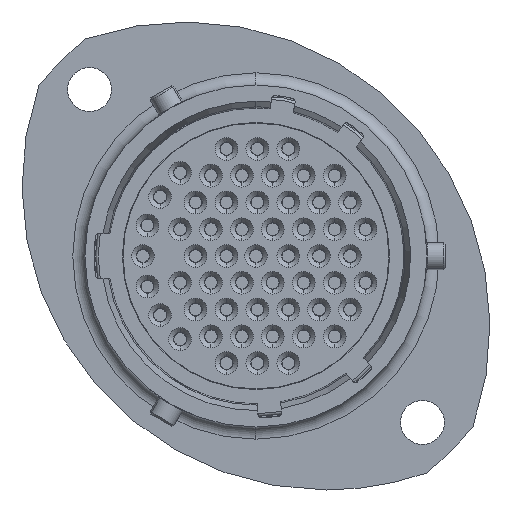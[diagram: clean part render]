
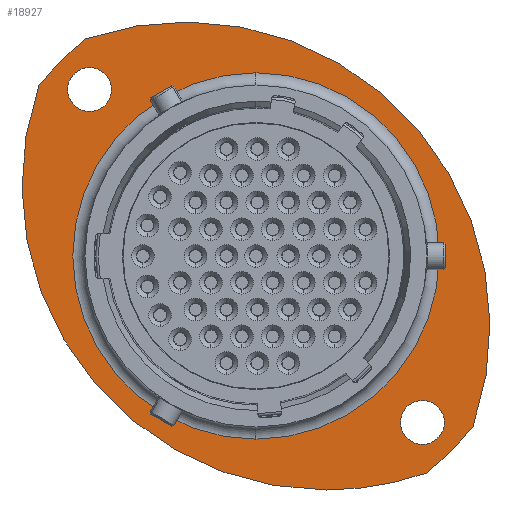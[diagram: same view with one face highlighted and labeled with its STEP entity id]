
A CAD part, left-side view. The second image highlights one B-rep face of the part: STEP entity #18927.
In plain terms, the highlighted planar face has unit normal (-1, 0, 0).
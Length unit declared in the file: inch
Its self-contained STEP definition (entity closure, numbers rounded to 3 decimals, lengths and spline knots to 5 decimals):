
#18927 = ADVANCED_FACE ( 'NONE', ( #37094, #37096, #37099, #37101 ), #37092, .F. ) ;
#19235 = EDGE_CURVE ( 'NONE', #22462, #22465, #41253, .T. ) ;
#19239 = EDGE_CURVE ( 'NONE', #22466, #22467, #41257, .T. ) ;
#19244 = EDGE_CURVE ( 'NONE', #22446, #22449, #41268, .T. ) ;
#19255 = EDGE_CURVE ( 'NONE', #22454, #22457, #41281, .T. ) ;
#21012 = ORIENTED_EDGE ( 'NONE', *, *, #19235, .F. ) ;
#21013 = ORIENTED_EDGE ( 'NONE', *, *, #23294, .F. ) ;
#21014 = ORIENTED_EDGE ( 'NONE', *, *, #23293, .T. ) ;
#21015 = ORIENTED_EDGE ( 'NONE', *, *, #19255, .T. ) ;
#21016 = ORIENTED_EDGE ( 'NONE', *, *, #19244, .F. ) ;
#21017 = ORIENTED_EDGE ( 'NONE', *, *, #23292, .F. ) ;
#21018 = ORIENTED_EDGE ( 'NONE', *, *, #23291, .T. ) ;
#21019 = ORIENTED_EDGE ( 'NONE', *, *, #19239, .T. ) ;
#21020 = ORIENTED_EDGE ( 'NONE', *, *, #23290, .T. ) ;
#21021 = ORIENTED_EDGE ( 'NONE', *, *, #23289, .T. ) ;
#21022 = ORIENTED_EDGE ( 'NONE', *, *, #23288, .T. ) ;
#21942 = EDGE_LOOP ( 'NONE', ( #21014, #21015 ) ) ;
#21946 = EDGE_LOOP ( 'NONE', ( #21018, #21019, #21020, #21021, #21022 ) ) ;
#21964 = EDGE_LOOP ( 'NONE', ( #21012, #21013 ) ) ;
#22002 = EDGE_LOOP ( 'NONE', ( #21016, #21017 ) ) ;
#22333 = VERTEX_POINT ( 'NONE', #44586 ) ;
#22339 = VERTEX_POINT ( 'NONE', #44592 ) ;
#22342 = VERTEX_POINT ( 'NONE', #44595 ) ;
#22446 = VERTEX_POINT ( 'NONE', #44698 ) ;
#22449 = VERTEX_POINT ( 'NONE', #44701 ) ;
#22454 = VERTEX_POINT ( 'NONE', #44706 ) ;
#22457 = VERTEX_POINT ( 'NONE', #44709 ) ;
#22462 = VERTEX_POINT ( 'NONE', #44714 ) ;
#22465 = VERTEX_POINT ( 'NONE', #44717 ) ;
#22466 = VERTEX_POINT ( 'NONE', #44718 ) ;
#22467 = VERTEX_POINT ( 'NONE', #44719 ) ;
#23288 = EDGE_CURVE ( 'NONE', #22342, #22333, #45527, .T. ) ;
#23289 = EDGE_CURVE ( 'NONE', #22339, #22342, #45531, .T. ) ;
#23290 = EDGE_CURVE ( 'NONE', #22467, #22339, #45533, .T. ) ;
#23291 = EDGE_CURVE ( 'NONE', #22333, #22466, #45535, .T. ) ;
#23292 = EDGE_CURVE ( 'NONE', #22449, #22446, #45537, .T. ) ;
#23293 = EDGE_CURVE ( 'NONE', #22457, #22454, #45539, .T. ) ;
#23294 = EDGE_CURVE ( 'NONE', #22465, #22462, #45541, .T. ) ;
#35593 = AXIS2_PLACEMENT_3D ( 'NONE', #37118, #37119, #37121 ) ;
#37092 = PLANE ( 'NONE',  #35593 ) ;
#37094 = FACE_BOUND ( 'NONE', #21964, .T. ) ;
#37096 = FACE_BOUND ( 'NONE', #21942, .T. ) ;
#37099 = FACE_BOUND ( 'NONE', #22002, .T. ) ;
#37101 = FACE_OUTER_BOUND ( 'NONE', #21946, .T. ) ;
#37118 = CARTESIAN_POINT ( 'NONE',  ( 0.22853, 0.67203, -0.16652 ) ) ;
#37119 = DIRECTION ( 'NONE',  ( 1., 0., 0. ) ) ;
#37121 = DIRECTION ( 'NONE',  ( 0., 0., -1. ) ) ;
#41253 = CIRCLE ( 'NONE', #41258, 0.06398 ) ;
#41257 = CIRCLE ( 'NONE', #41264, 0.88583 ) ;
#41258 = AXIS2_PLACEMENT_3D ( 'NONE', #42618, #42619, #42620 ) ;
#41264 = AXIS2_PLACEMENT_3D ( 'NONE', #42628, #42629, #42630 ) ;
#41268 = CIRCLE ( 'NONE', #41272, 0.06398 ) ;
#41272 = AXIS2_PLACEMENT_3D ( 'NONE', #42645, #42646, #42647 ) ;
#41281 = CIRCLE ( 'NONE', #41286, 0.53327 ) ;
#41286 = AXIS2_PLACEMENT_3D ( 'NONE', #42679, #42680, #42681 ) ;
#42618 = CARTESIAN_POINT ( 'NONE',  ( 0.22853, -0.3102, -0.65092 ) ) ;
#42619 = DIRECTION ( 'NONE',  ( -1., 0., 0. ) ) ;
#42620 = DIRECTION ( 'NONE',  ( 0., 0., -1. ) ) ;
#42628 = CARTESIAN_POINT ( 'NONE',  ( 0.22853, -0.03042, 0.03809 ) ) ;
#42629 = DIRECTION ( 'NONE',  ( -1., 0., 0. ) ) ;
#42630 = DIRECTION ( 'NONE',  ( 0., 0., -1. ) ) ;
#42645 = CARTESIAN_POINT ( 'NONE',  ( 0.22853, 0.65859, 0.31787 ) ) ;
#42646 = DIRECTION ( 'NONE',  ( -1., 0., 0. ) ) ;
#42647 = DIRECTION ( 'NONE',  ( 0., 0., -1. ) ) ;
#42679 = CARTESIAN_POINT ( 'NONE',  ( 0.22853, 0.1742, -0.16652 ) ) ;
#42680 = DIRECTION ( 'NONE',  ( 1., 0., 0. ) ) ;
#42681 = DIRECTION ( 'NONE',  ( 0., 0., -1. ) ) ;
#44586 = CARTESIAN_POINT ( 'NONE',  ( 0.22853, 0.80629, 0.32896 ) ) ;
#44592 = CARTESIAN_POINT ( 'NONE',  ( 0.22853, -0.4579, -0.66201 ) ) ;
#44595 = CARTESIAN_POINT ( 'NONE',  ( 0.22853, 0.66968, 0.46557 ) ) ;
#44698 = CARTESIAN_POINT ( 'NONE',  ( 0.22853, 0.65859, 0.25389 ) ) ;
#44701 = CARTESIAN_POINT ( 'NONE',  ( 0.22853, 0.65859, 0.38185 ) ) ;
#44706 = CARTESIAN_POINT ( 'NONE',  ( 0.22853, 0.1742, 0.36674 ) ) ;
#44709 = CARTESIAN_POINT ( 'NONE',  ( 0.22853, 0.1742, -0.69979 ) ) ;
#44714 = CARTESIAN_POINT ( 'NONE',  ( 0.22853, -0.3102, -0.7149 ) ) ;
#44717 = CARTESIAN_POINT ( 'NONE',  ( 0.22853, -0.3102, -0.58694 ) ) ;
#44718 = CARTESIAN_POINT ( 'NONE',  ( 0.22853, -0.03042, -0.84774 ) ) ;
#44719 = CARTESIAN_POINT ( 'NONE',  ( 0.22853, -0.32129, -0.79862 ) ) ;
#45527 = CIRCLE ( 'NONE', #45532, 0.80315 ) ;
#45531 = CIRCLE ( 'NONE', #45534, 0.88583 ) ;
#45532 = AXIS2_PLACEMENT_3D ( 'NONE', #46665, #46666, #46667 ) ;
#45533 = CIRCLE ( 'NONE', #45536, 0.80315 ) ;
#45534 = AXIS2_PLACEMENT_3D ( 'NONE', #46668, #46669, #46670 ) ;
#45535 = CIRCLE ( 'NONE', #45538, 0.88583 ) ;
#45536 = AXIS2_PLACEMENT_3D ( 'NONE', #46671, #46672, #46673 ) ;
#45537 = CIRCLE ( 'NONE', #45540, 0.06398 ) ;
#45538 = AXIS2_PLACEMENT_3D ( 'NONE', #46674, #46675, #46676 ) ;
#45539 = CIRCLE ( 'NONE', #45542, 0.53327 ) ;
#45540 = AXIS2_PLACEMENT_3D ( 'NONE', #46677, #46678, #46679 ) ;
#45541 = CIRCLE ( 'NONE', #45544, 0.06398 ) ;
#45542 = AXIS2_PLACEMENT_3D ( 'NONE', #46681, #46682, #46683 ) ;
#45544 = AXIS2_PLACEMENT_3D ( 'NONE', #46686, #46687, #46688 ) ;
#46665 = CARTESIAN_POINT ( 'NONE',  ( 0.22853, 0.1742, -0.16652 ) ) ;
#46666 = DIRECTION ( 'NONE',  ( -1., 0., 0. ) ) ;
#46667 = DIRECTION ( 'NONE',  ( 0., 0., 1. ) ) ;
#46668 = CARTESIAN_POINT ( 'NONE',  ( 0.22853, 0.37881, -0.37114 ) ) ;
#46669 = DIRECTION ( 'NONE',  ( -1., 0., 0. ) ) ;
#46670 = DIRECTION ( 'NONE',  ( 0., 0., -1. ) ) ;
#46671 = CARTESIAN_POINT ( 'NONE',  ( 0.22853, 0.1742, -0.16652 ) ) ;
#46672 = DIRECTION ( 'NONE',  ( -1., 0., 0. ) ) ;
#46673 = DIRECTION ( 'NONE',  ( 0., 0., 1. ) ) ;
#46674 = CARTESIAN_POINT ( 'NONE',  ( 0.22853, -0.03042, 0.03809 ) ) ;
#46675 = DIRECTION ( 'NONE',  ( -1., 0., 0. ) ) ;
#46676 = DIRECTION ( 'NONE',  ( 0., 0., -1. ) ) ;
#46677 = CARTESIAN_POINT ( 'NONE',  ( 0.22853, 0.65859, 0.31787 ) ) ;
#46678 = DIRECTION ( 'NONE',  ( -1., 0., 0. ) ) ;
#46679 = DIRECTION ( 'NONE',  ( 0., 0., -1. ) ) ;
#46681 = CARTESIAN_POINT ( 'NONE',  ( 0.22853, 0.1742, -0.16652 ) ) ;
#46682 = DIRECTION ( 'NONE',  ( 1., 0., 0. ) ) ;
#46683 = DIRECTION ( 'NONE',  ( 0., 0., -1. ) ) ;
#46686 = CARTESIAN_POINT ( 'NONE',  ( 0.22853, -0.3102, -0.65092 ) ) ;
#46687 = DIRECTION ( 'NONE',  ( -1., 0., 0. ) ) ;
#46688 = DIRECTION ( 'NONE',  ( 0., 0., -1. ) ) ;
